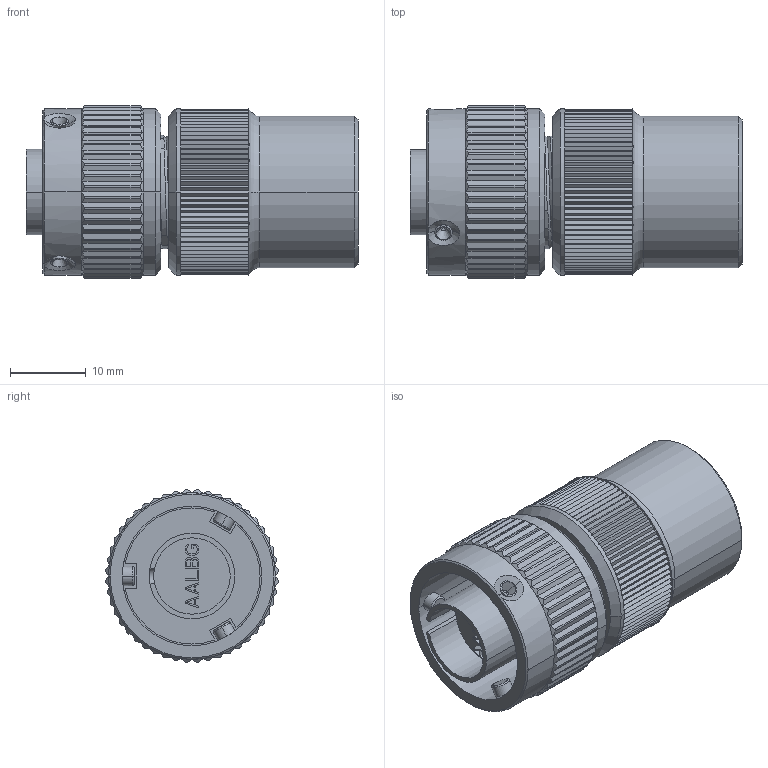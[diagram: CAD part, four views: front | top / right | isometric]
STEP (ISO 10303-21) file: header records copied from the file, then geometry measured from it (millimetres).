
FILE_DESCRIPTION((''),'2;1');
FILE_NAME('VG95234_3106-10_SW0001','2023-03-28T11:30:26',('paultorloting'),('NET AG system integration'),'CREO PARAMETRIC BY PTC INC, 2021404','CREO PARAMETRIC BY PTC INC, 2021404','');
FILE_SCHEMA(('AUTOMOTIVE_DESIGN { 1 0 10303 214 1 1 1 1 }'));
Length unit declared in the file: millimetre
Products named in the file (1): VG95234_3106-10_SW0001
Bounding box: 43.8 x 22.73 x 22.73 mm (x, y, z)
Volume: 11936.4 mm3; surface area: 6250.8 mm2
Topology: 1 solids, 1 shells, 729 faces, 2036 edges, 1334 vertices
Faces by surface type: plane 561, cylinder 98, cone 50, bspline 12, torus 8
Entity records: 30965 total; most frequent: CARTESIAN_POINT 9604, ORIENTED_EDGE 4060, DIRECTION 3416, EDGE_CURVE 2030, VECTOR 1507, LINE 1507, VERTEX_POINT 1334, AXIS2_PLACEMENT_3D 953
